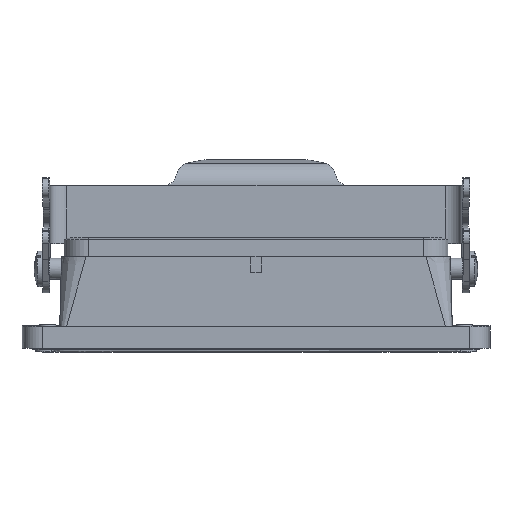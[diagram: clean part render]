
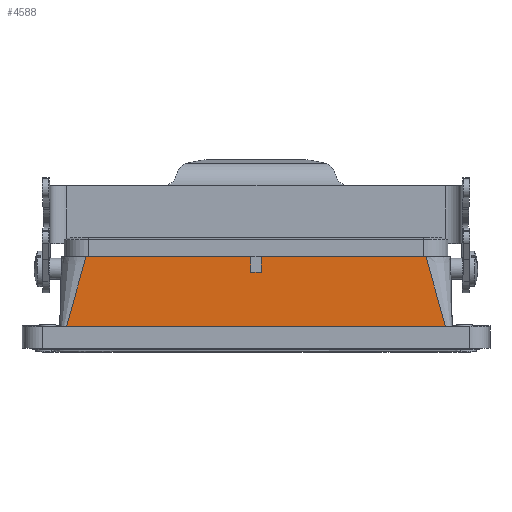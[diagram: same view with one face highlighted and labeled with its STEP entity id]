
A CAD part, front view. The second image highlights one B-rep face of the part: STEP entity #4588.
In plain terms, the highlighted planar face has unit normal (0, -1, 0.011).
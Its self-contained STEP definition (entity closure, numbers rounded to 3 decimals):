
#3613=B_SPLINE_CURVE_WITH_KNOTS('',3,(#20782,#20783,#20784,#20785),
 .UNSPECIFIED.,.F.,.F.,(4,4),(0.,1.),.UNSPECIFIED.);
#3618=B_SPLINE_CURVE_WITH_KNOTS('',3,(#21085,#21086,#21087,#21088),
 .UNSPECIFIED.,.F.,.F.,(4,4),(0.,1.),.UNSPECIFIED.);
#3938=FACE_OUTER_BOUND('',#5684,.T.);
#4588=ADVANCED_FACE('',(#3938),#5109,.F.);
#5109=PLANE('',#15316);
#5684=EDGE_LOOP('',(#9534,#9535,#9536,#9537,#9538,#9539,#9540,#9541));
#6655=LINE('',#20936,#7793);
#6683=LINE('',#21048,#7821);
#6686=LINE('',#21058,#7824);
#6693=LINE('',#21089,#7831);
#6694=LINE('',#21091,#7832);
#6695=LINE('',#21093,#7833);
#7793=VECTOR('',#16888,1.);
#7821=VECTOR('',#16960,1.);
#7824=VECTOR('',#16963,1.);
#7831=VECTOR('',#16988,1.);
#7832=VECTOR('',#16989,1.);
#7833=VECTOR('',#16990,1.);
#9534=ORIENTED_EDGE('',*,*,#13327,.T.);
#9535=ORIENTED_EDGE('',*,*,#13359,.T.);
#9536=ORIENTED_EDGE('',*,*,#13418,.T.);
#9537=ORIENTED_EDGE('',*,*,#13401,.T.);
#9538=ORIENTED_EDGE('',*,*,#13419,.T.);
#9539=ORIENTED_EDGE('',*,*,#13420,.F.);
#9540=ORIENTED_EDGE('',*,*,#13421,.T.);
#9541=ORIENTED_EDGE('',*,*,#13405,.T.);
#12149=VERTEX_POINT('',#20781);
#12150=VERTEX_POINT('',#20786);
#12179=VERTEX_POINT('',#20935);
#12205=VERTEX_POINT('',#21047);
#12206=VERTEX_POINT('',#21049);
#12207=VERTEX_POINT('',#21059);
#12218=VERTEX_POINT('',#21090);
#12219=VERTEX_POINT('',#21092);
#13327=EDGE_CURVE('',#12150,#12149,#3613,.T.);
#13359=EDGE_CURVE('',#12149,#12179,#6655,.T.);
#13401=EDGE_CURVE('',#12206,#12205,#6683,.T.);
#13405=EDGE_CURVE('',#12207,#12150,#6686,.T.);
#13418=EDGE_CURVE('',#12179,#12206,#3618,.T.);
#13419=EDGE_CURVE('',#12205,#12218,#6693,.T.);
#13420=EDGE_CURVE('',#12219,#12218,#6694,.T.);
#13421=EDGE_CURVE('',#12219,#12207,#6695,.T.);
#15316=AXIS2_PLACEMENT_3D('',#21094,#16991,#16992);
#16888=DIRECTION('',(1.,0.,0.));
#16960=DIRECTION('',(-1.,0.,0.));
#16963=DIRECTION('',(-1.,0.,0.));
#16988=DIRECTION('',(0.,-0.011,-1.));
#16989=DIRECTION('',(1.,0.,0.));
#16990=DIRECTION('',(0.,0.011,1.));
#16991=DIRECTION('',(0.,1.,-0.011));
#16992=DIRECTION('',(0.,-0.011,-1.));
#20781=CARTESIAN_POINT('',(-58.947,-22.231,-15.916));
#20782=CARTESIAN_POINT('',(-52.874,-22.,5.7));
#20783=CARTESIAN_POINT('',(-54.898,-22.077,-1.505));
#20784=CARTESIAN_POINT('',(-56.923,-22.154,-8.711));
#20785=CARTESIAN_POINT('',(-58.947,-22.231,-15.916));
#20786=CARTESIAN_POINT('',(-52.874,-22.,5.7));
#20935=CARTESIAN_POINT('',(58.947,-22.231,-15.916));
#20936=CARTESIAN_POINT('',(70.,-22.231,-15.916));
#21047=CARTESIAN_POINT('',(1.625,-22.,5.7));
#21048=CARTESIAN_POINT('',(-59.8,-22.,5.7));
#21049=CARTESIAN_POINT('',(52.874,-22.,5.7));
#21058=CARTESIAN_POINT('',(-59.8,-22.,5.7));
#21059=CARTESIAN_POINT('',(-1.625,-22.,5.7));
#21085=CARTESIAN_POINT('',(58.947,-22.231,-15.916));
#21086=CARTESIAN_POINT('',(56.923,-22.154,-8.711));
#21087=CARTESIAN_POINT('',(54.898,-22.077,-1.505));
#21088=CARTESIAN_POINT('',(52.874,-22.,5.7));
#21089=CARTESIAN_POINT('',(1.625,-22.,5.705));
#21090=CARTESIAN_POINT('',(1.625,-22.051,0.9));
#21091=CARTESIAN_POINT('',(70.,-22.051,0.9));
#21092=CARTESIAN_POINT('',(-1.625,-22.051,0.9));
#21093=CARTESIAN_POINT('',(-1.625,-22.,5.705));
#21094=CARTESIAN_POINT('',(70.,-22.,5.705));
